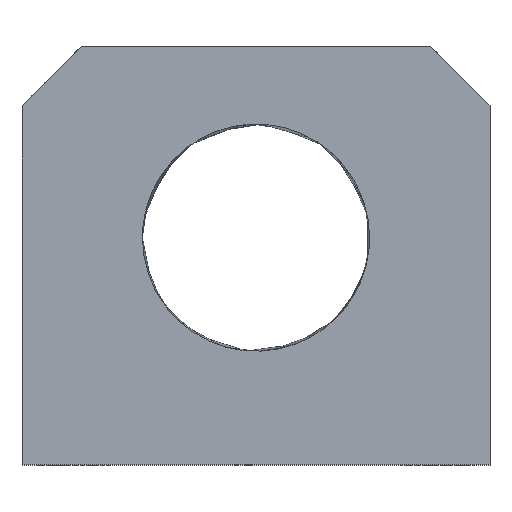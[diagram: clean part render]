
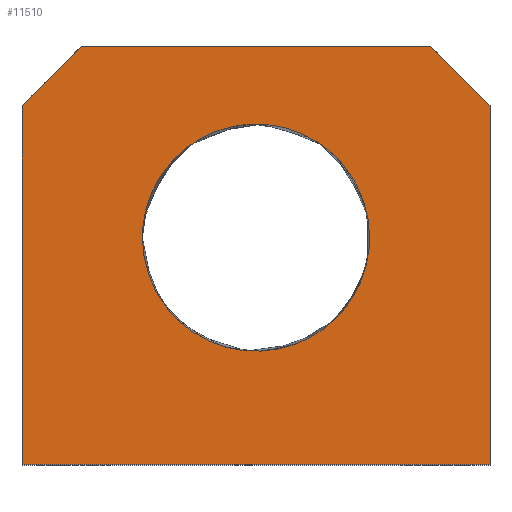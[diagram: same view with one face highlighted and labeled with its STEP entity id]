
A CAD part, top view. The second image highlights one B-rep face of the part: STEP entity #11510.
In plain terms, the highlighted free-form (B-spline) face has degree [1, 1] with [2, 2] control points.
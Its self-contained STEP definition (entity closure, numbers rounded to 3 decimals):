
#2790 = CARTESIAN_POINT ('', (38.5, 92., 50.));
#2800 = VERTEX_POINT ('', #2790);
#2860 = CARTESIAN_POINT ('', (51.5, 79., 50.));
#2870 = VERTEX_POINT ('', #2860);
#2880 = CARTESIAN_POINT ('', (38.5, 92., 50.));
#2890 = CARTESIAN_POINT ('', (51.5, 79., 50.));
#2900 = B_SPLINE_CURVE_WITH_KNOTS ('', 1, (#2880, #2890), .UNSPECIFIED., .F., .U., (2, 2), (0., 1.), .UNSPECIFIED.);
#2910 = EDGE_CURVE ('', #2800, #2870, #2900, .T.);
#3060 = CARTESIAN_POINT ('', (-38.5, 92., 50.));
#3070 = VERTEX_POINT ('', #3060);
#3080 = CARTESIAN_POINT ('', (-38.5, 92., 50.));
#3090 = CARTESIAN_POINT ('', (38.5, 92., 50.));
#3100 = B_SPLINE_CURVE_WITH_KNOTS ('', 1, (#3080, #3090), .UNSPECIFIED., .F., .U., (2, 2), (0., 1.), .UNSPECIFIED.);
#3110 = EDGE_CURVE ('', #3070, #2800, #3100, .T.);
#7300 = CARTESIAN_POINT ('', (25., 50., 50.));
#7310 = VERTEX_POINT ('', #7300);
#7320 = CARTESIAN_POINT ('', (-25., 50., 50.));
#7330 = VERTEX_POINT ('', #7320);
#7340 = CARTESIAN_POINT ('', (25., 50., 50.));
#7350 = CARTESIAN_POINT ('', (25., 100., 50.));
#7360 = CARTESIAN_POINT ('', (-25., 100., 50.));
#7370 = CARTESIAN_POINT ('', (-25., 50., 50.));
#7380 = (
   BOUNDED_CURVE ()
   B_SPLINE_CURVE (3, (#7340, #7350, #7360, #7370), .UNSPECIFIED., .F., .U.)
   B_SPLINE_CURVE_WITH_KNOTS ((4, 4), (0., 1.), .UNSPECIFIED.)
   CURVE ()
   GEOMETRIC_REPRESENTATION_ITEM ()
   RATIONAL_B_SPLINE_CURVE ((1., 0.333, 0.333, 1.))
   REPRESENTATION_ITEM ('')
);
#7390 = EDGE_CURVE ('', #7310, #7330, #7380, .T.);
#7490 = CARTESIAN_POINT ('', (-25., 50., 50.));
#7500 = CARTESIAN_POINT ('', (-25., 0., 50.));
#7510 = CARTESIAN_POINT ('', (25., 0., 50.));
#7520 = CARTESIAN_POINT ('', (25., 50., 50.));
#7530 = (
   BOUNDED_CURVE ()
   B_SPLINE_CURVE (3, (#7490, #7500, #7510, #7520), .UNSPECIFIED., .F., .U.)
   B_SPLINE_CURVE_WITH_KNOTS ((4, 4), (0., 1.), .UNSPECIFIED.)
   CURVE ()
   GEOMETRIC_REPRESENTATION_ITEM ()
   RATIONAL_B_SPLINE_CURVE ((1., 0.333, 0.333, 1.))
   REPRESENTATION_ITEM ('')
);
#7540 = EDGE_CURVE ('', #7330, #7310, #7530, .T.);
#11120 = ORIENTED_EDGE ('', *, *, #3110, .F.);
#11130 = CARTESIAN_POINT ('', (-51.5, 79., 50.));
#11140 = VERTEX_POINT ('', #11130);
#11150 = CARTESIAN_POINT ('', (-51.5, 79., 50.));
#11160 = CARTESIAN_POINT ('', (-38.5, 92., 50.));
#11170 = B_SPLINE_CURVE_WITH_KNOTS ('', 1, (#11150, #11160), .UNSPECIFIED., .F., .U., (2, 2), (0., 1.), .UNSPECIFIED.);
#11180 = EDGE_CURVE ('', #11140, #3070, #11170, .T.);
#11190 = ORIENTED_EDGE ('', *, *, #11180, .F.);
#11200 = CARTESIAN_POINT ('', (-51.5, 0., 50.));
#11210 = VERTEX_POINT ('', #11200);
#11220 = CARTESIAN_POINT ('', (-51.5, 0., 50.));
#11230 = CARTESIAN_POINT ('', (-51.5, 79., 50.));
#11240 = B_SPLINE_CURVE_WITH_KNOTS ('', 1, (#11220, #11230), .UNSPECIFIED., .F., .U., (2, 2), (0., 1.), .UNSPECIFIED.);
#11250 = EDGE_CURVE ('', #11210, #11140, #11240, .T.);
#11260 = ORIENTED_EDGE ('', *, *, #11250, .F.);
#11270 = CARTESIAN_POINT ('', (51.5, 0., 50.));
#11280 = VERTEX_POINT ('', #11270);
#11290 = CARTESIAN_POINT ('', (51.5, 0., 50.));
#11300 = CARTESIAN_POINT ('', (-51.5, 0., 50.));
#11310 = B_SPLINE_CURVE_WITH_KNOTS ('', 1, (#11290, #11300), .UNSPECIFIED., .F., .U., (2, 2), (0., 1.), .UNSPECIFIED.);
#11320 = EDGE_CURVE ('', #11280, #11210, #11310, .T.);
#11330 = ORIENTED_EDGE ('', *, *, #11320, .F.);
#11340 = CARTESIAN_POINT ('', (51.5, 79., 50.));
#11350 = CARTESIAN_POINT ('', (51.5, 0., 50.));
#11360 = B_SPLINE_CURVE_WITH_KNOTS ('', 1, (#11340, #11350), .UNSPECIFIED., .F., .U., (2, 2), (0., 1.), .UNSPECIFIED.);
#11370 = EDGE_CURVE ('', #2870, #11280, #11360, .T.);
#11380 = ORIENTED_EDGE ('', *, *, #11370, .F.);
#11390 = ORIENTED_EDGE ('', *, *, #2910, .F.);
#11400 = EDGE_LOOP ('', (#11120, #11190, #11260, #11330, #11380, #11390));
#11410 = FACE_OUTER_BOUND ('', #11400, .T.);
#11420 = ORIENTED_EDGE ('', *, *, #7390, .F.);
#11430 = ORIENTED_EDGE ('', *, *, #7540, .F.);
#11440 = EDGE_LOOP ('', (#11420, #11430));
#11450 = FACE_BOUND ('', #11440, .T.);
#11460 = CARTESIAN_POINT ('', (-51.5, 0., 50.));
#11470 = CARTESIAN_POINT ('', (-51.5, 92., 50.));
#11480 = CARTESIAN_POINT ('', (51.5, 0., 50.));
#11490 = CARTESIAN_POINT ('', (51.5, 92., 50.));
#11500 = B_SPLINE_SURFACE_WITH_KNOTS ('', 1, 1, ((#11460, #11470), (#11480, #11490)), .UNSPECIFIED., .F., .F., .U., (2, 2), (2, 2), (0., 1.), (0., 1.), .UNSPECIFIED.);
#11510 = ADVANCED_FACE ('', (#11410, #11450), #11500, .T.);
